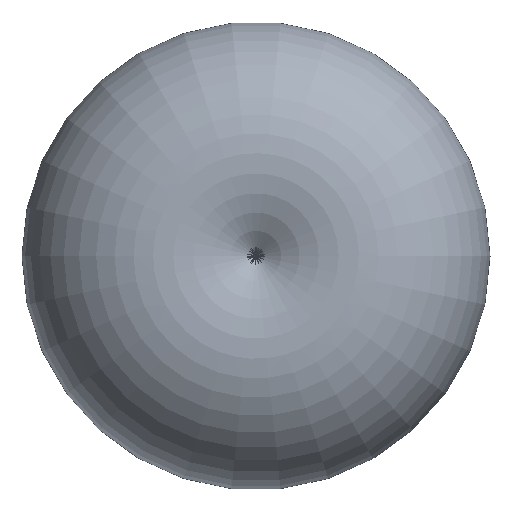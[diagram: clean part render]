
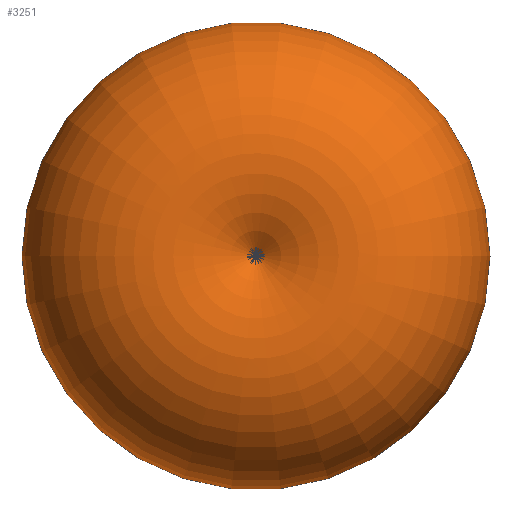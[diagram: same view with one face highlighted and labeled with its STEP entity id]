
A CAD part, left-side view. The second image highlights one B-rep face of the part: STEP entity #3251.
In plain terms, the highlighted toroidal (fillet/blend) face has major radius 107.528 mm and minor radius 162.827 mm.
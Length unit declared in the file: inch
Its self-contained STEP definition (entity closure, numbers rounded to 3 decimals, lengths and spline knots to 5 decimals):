
#792=DEGENERATE_TOROIDAL_SURFACE('',#3535,4.23337,6.41053,
 .F.);
#1162=CIRCLE('',#3369,6.41053);
#1251=CIRCLE('',#3536,6.41053);
#1352=VERTEX_POINT('',#5363);
#1355=VERTEX_POINT('',#5382);
#1394=VERTEX_POINT('',#6290);
#1486=VERTEX_POINT('',#7332);
#1615=B_SPLINE_CURVE_WITH_KNOTS('',3,(#7245,#7246,#7247,#7248,#7249,#7250,
#7251,#7252,#7253,#7254,#7255,#7256,#7257,#7258),.UNSPECIFIED.,.F.,.U.,
(4,2,2,2,2,2,4),(0.,1.51214,5.4697,9.13754,
12.22754,14.72307,16.28278),.UNSPECIFIED.);
#1617=B_SPLINE_CURVE_WITH_KNOTS('',3,(#7333,#7334,#7335,#7336,#7337,#7338,
#7339,#7340,#7341,#7342,#7343,#7344,#7345,#7346,#7347,#7348,#7349,#7350,
#7351),.UNSPECIFIED.,.F.,.U.,(4,3,3,3,3,3,4),(-16.28278,-14.72307,
-12.22754,-9.13754,-5.4697,-1.51214,
0.),.UNSPECIFIED.);
#1692=EDGE_CURVE('',#1355,#1352,#1162,.T.);
#1905=EDGE_CURVE('',#1394,#1355,#1615,.F.);
#1908=EDGE_CURVE('',#1486,#1394,#1251,.T.);
#1909=EDGE_CURVE('',#1352,#1486,#1617,.T.);
#2485=ORIENTED_EDGE('',*,*,#1905,.F.);
#2486=ORIENTED_EDGE('',*,*,#1908,.F.);
#2487=ORIENTED_EDGE('',*,*,#1909,.F.);
#2488=ORIENTED_EDGE('',*,*,#1692,.F.);
#2815=EDGE_LOOP('',(#2485,#2486,#2487,#2488));
#3033=FACE_BOUND('',#2815,.T.);
#3251=ADVANCED_FACE('',(#3033),#792,.T.);
#3369=AXIS2_PLACEMENT_3D('',#5383,#3749,#3750);
#3535=AXIS2_PLACEMENT_3D('',#7330,#4127,$);
#3536=AXIS2_PLACEMENT_3D('',#7331,#4128,#4129);
#3749=DIRECTION('',(0.,0.,-1.));
#3750=DIRECTION('',(6.411,0.,0.));
#4127=DIRECTION('',(-1.,0.,0.));
#4128=DIRECTION('',(0.,0.,-1.));
#4129=DIRECTION('',(-6.411,0.,0.));
#5363=CARTESIAN_POINT('',(-0.87228,-2.11754,2.25197));
#5382=CARTESIAN_POINT('',(0.87228,-2.11754,2.25197));
#5383=CARTESIAN_POINT('',(0.,4.23337,2.25197));
#6290=CARTESIAN_POINT('',(0.87228,2.11754,2.25197));
#7245=CARTESIAN_POINT('',(0.87228,-2.11754,2.25197));
#7246=CARTESIAN_POINT('',(0.84346,-2.1215,2.45797));
#7247=CARTESIAN_POINT('',(0.81425,-2.09461,2.66681));
#7248=CARTESIAN_POINT('',(0.71374,-1.89141,3.38517));
#7249=CARTESIAN_POINT('',(0.64906,-1.53357,3.84725));
#7250=CARTESIAN_POINT('',(0.57546,-0.62141,4.37299));
#7251=CARTESIAN_POINT('',(0.56306,-0.08953,4.46157));
#7252=CARTESIAN_POINT('',(0.58823,0.82799,4.28181));
#7253=CARTESIAN_POINT('',(0.61819,1.22199,4.06778));
#7254=CARTESIAN_POINT('',(0.69477,1.75633,3.52063));
#7255=CARTESIAN_POINT('',(0.73755,1.93578,3.21496));
#7256=CARTESIAN_POINT('',(0.8123,2.09285,2.68073));
#7257=CARTESIAN_POINT('',(0.84256,2.12162,2.46445));
#7258=CARTESIAN_POINT('',(0.87228,2.11754,2.25197));
#7330=CARTESIAN_POINT('',(0.,0.,2.25197));
#7331=CARTESIAN_POINT('',(0.,-4.23337,2.25197));
#7332=CARTESIAN_POINT('',(-0.87228,2.11754,2.25197));
#7333=CARTESIAN_POINT('',(-0.87228,-2.11754,2.25197));
#7334=CARTESIAN_POINT('',(-0.84256,-2.12162,2.46445));
#7335=CARTESIAN_POINT('',(-0.8123,-2.09285,2.68073));
#7336=CARTESIAN_POINT('',(-0.78355,-2.03244,2.8862));
#7337=CARTESIAN_POINT('',(-0.73755,-1.93578,3.21496));
#7338=CARTESIAN_POINT('',(-0.69477,-1.75633,3.52063));
#7339=CARTESIAN_POINT('',(-0.66056,-1.51759,3.76509));
#7340=CARTESIAN_POINT('',(-0.61819,-1.22199,4.06778));
#7341=CARTESIAN_POINT('',(-0.58823,-0.82799,4.28181));
#7342=CARTESIAN_POINT('',(-0.57672,-0.40846,4.364));
#7343=CARTESIAN_POINT('',(-0.56306,0.08953,4.46157));
#7344=CARTESIAN_POINT('',(-0.57546,0.62141,4.37299));
#7345=CARTESIAN_POINT('',(-0.61086,1.06016,4.12011));
#7346=CARTESIAN_POINT('',(-0.64906,1.53357,3.84725));
#7347=CARTESIAN_POINT('',(-0.71374,1.89141,3.38517));
#7348=CARTESIAN_POINT('',(-0.78646,2.03844,2.86541));
#7349=CARTESIAN_POINT('',(-0.81425,2.09461,2.66681));
#7350=CARTESIAN_POINT('',(-0.84346,2.1215,2.45797));
#7351=CARTESIAN_POINT('',(-0.87228,2.11754,2.25197));
